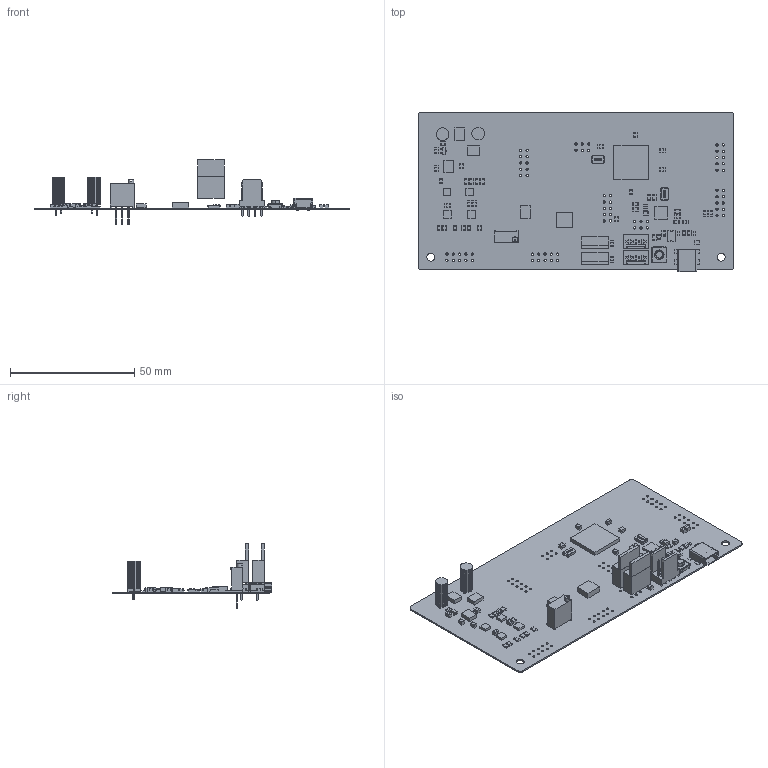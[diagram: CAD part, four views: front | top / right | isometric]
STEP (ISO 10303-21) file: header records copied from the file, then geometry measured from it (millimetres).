
FILE_DESCRIPTION(('Open CASCADE Model'),'2;1');
FILE_NAME('Open CASCADE Shape Model','2020-09-20T15:15:53',('Author'),( 'Open CASCADE'),'Open CASCADE STEP processor 6.8','Open CASCADE 6.8' ,'Unknown');
FILE_SCHEMA(('AUTOMOTIVE_DESIGN { 1 0 10303 214 1 1 1 1 }'));
Products named in the file (1): PCB
Bounding box: 127 x 64.31 x 25.8 mm (x, y, z)
Volume: 8251.8 mm3; surface area: 22107 mm2
Topology: 168 solids, 311 shells, 2105 faces, 5477 edges, 3888 vertices
Faces by surface type: plane 1800, cylinder 215, bspline 76, sphere 8, torus 4, cone 2
Full cylindrical faces by diameter (mm): 0.5 x4, 0.75 x4, 0.8 x5, 0.9 x74, 1 x6, 1.19 x8, 3.175 x2
Entity records: 70305 total; most frequent: CARTESIAN_POINT 16850, ORIENTED_EDGE 9938, DIRECTION 9756, EDGE_CURVE 5453, LINE 4708, VECTOR 4708, VERTEX_POINT 3856, AXIS2_PLACEMENT_3D 2524
